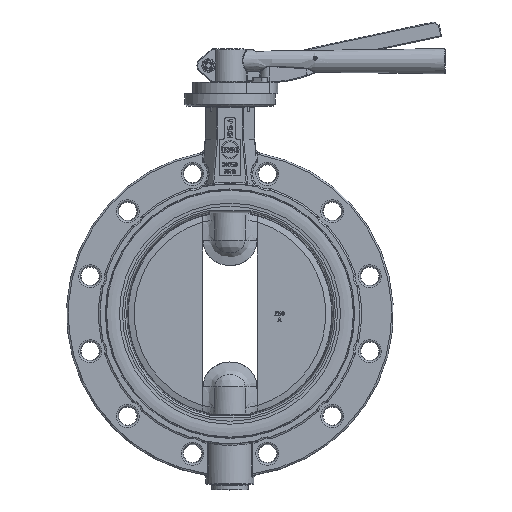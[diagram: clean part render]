
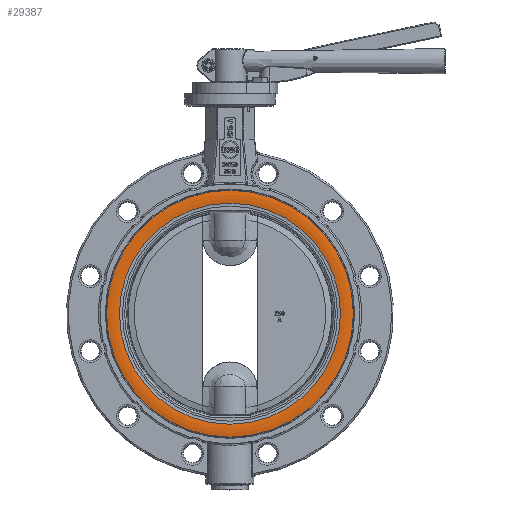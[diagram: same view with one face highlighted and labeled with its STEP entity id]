
A CAD part, top view. The second image highlights one B-rep face of the part: STEP entity #29387.
In plain terms, the highlighted toroidal (fillet/blend) face has major radius 141 mm and minor radius 41 mm.
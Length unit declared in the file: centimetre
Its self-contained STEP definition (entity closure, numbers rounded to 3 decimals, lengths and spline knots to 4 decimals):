
#1819=TOROIDAL_SURFACE('',#31845,14.1,4.1);
#2225=FACE_BOUND('',#7132,.T.);
#3483=CIRCLE('',#31833,14.92);
#3488=CIRCLE('',#31842,13.3607);
#5143=FACE_OUTER_BOUND('',#7131,.T.);
#7131=EDGE_LOOP('',(#20950));
#7132=EDGE_LOOP('',(#20951));
#12217=VERTEX_POINT('',#47199);
#12222=VERTEX_POINT('',#47213);
#15395=EDGE_CURVE('',#12217,#12217,#3483,.T.);
#15400=EDGE_CURVE('',#12222,#12222,#3488,.T.);
#20950=ORIENTED_EDGE('',*,*,#15395,.F.);
#20951=ORIENTED_EDGE('',*,*,#15400,.F.);
#29387=ADVANCED_FACE('',(#5143,#2225),#1819,.T.);
#31833=AXIS2_PLACEMENT_3D('',#47200,#36641,#36642);
#31842=AXIS2_PLACEMENT_3D('',#47214,#36659,#36660);
#31845=AXIS2_PLACEMENT_3D('',#47218,#36665,#36666);
#36641=DIRECTION('center_axis',(0.,0.,-1.));
#36642=DIRECTION('ref_axis',(-1.,0.,0.));
#36659=DIRECTION('center_axis',(0.,0.,1.));
#36660=DIRECTION('ref_axis',(-1.,0.,0.));
#36665=DIRECTION('center_axis',(0.,0.,1.));
#36666=DIRECTION('ref_axis',(0.,-1.,0.));
#47199=CARTESIAN_POINT('',(14.92,0.,3.4172));
#47200=CARTESIAN_POINT('Origin',(0.,0.,
3.4172));
#47213=CARTESIAN_POINT('',(13.3607,0.,3.4328));
#47214=CARTESIAN_POINT('Origin',(0.,0.,
3.4328));
#47218=CARTESIAN_POINT('Origin',(0.,0.,
-0.6));
